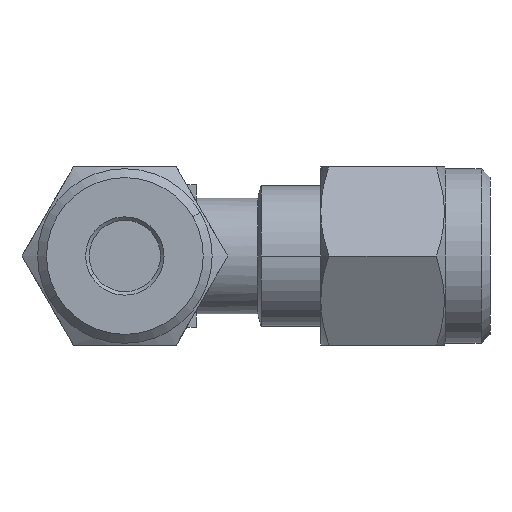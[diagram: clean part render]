
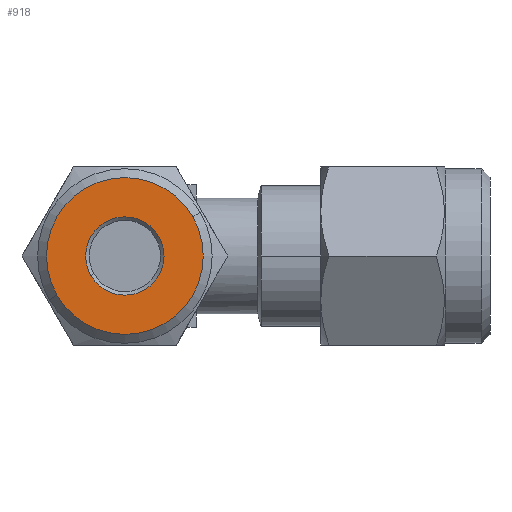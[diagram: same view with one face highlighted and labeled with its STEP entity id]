
A CAD part, left-side view. The second image highlights one B-rep face of the part: STEP entity #918.
In plain terms, the highlighted planar face has unit normal (-1, 0, 0).
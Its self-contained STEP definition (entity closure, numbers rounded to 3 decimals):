
#30 = VERTEX_POINT ( 'NONE', #3484 ) ;
#53 = VERTEX_POINT ( 'NONE', #3504 ) ;
#185 = EDGE_CURVE ( 'NONE', #53, #30, #1247, .T. ) ;
#186 = EDGE_CURVE ( 'NONE', #2914, #2913, #1248, .T. ) ;
#283 = AXIS2_PLACEMENT_3D ( 'NONE', #1540, #1541, #1542 ) ;
#284 = AXIS2_PLACEMENT_3D ( 'NONE', #1545, #1546, #1547 ) ;
#614 = EDGE_LOOP ( 'NONE', ( #850, #851 ) ) ;
#615 = EDGE_LOOP ( 'NONE', ( #848, #849 ) ) ;
#848 = ORIENTED_EDGE ( 'NONE', *, *, #185, .T. ) ;
#849 = ORIENTED_EDGE ( 'NONE', *, *, #3404, .T. ) ;
#850 = ORIENTED_EDGE ( 'NONE', *, *, #3415, .T. ) ;
#851 = ORIENTED_EDGE ( 'NONE', *, *, #186, .T. ) ;
#918 = ADVANCED_FACE ( 'NONE', ( #1732, #1734 ), #2541, .T. ) ;
#1247 = CIRCLE ( 'NONE', #283, 4.4 ) ;
#1248 = CIRCLE ( 'NONE', #284, 2.2 ) ;
#1540 = CARTESIAN_POINT ( 'NONE',  ( -20.5, 16.5, 0. ) ) ;
#1541 = DIRECTION ( 'NONE',  ( -1., 0., 0. ) ) ;
#1542 = DIRECTION ( 'NONE',  ( 0., -0.866, 0.5 ) ) ;
#1545 = CARTESIAN_POINT ( 'NONE',  ( -20.5, 16.5, 0. ) ) ;
#1546 = DIRECTION ( 'NONE',  ( 1., 0., 0. ) ) ;
#1547 = DIRECTION ( 'NONE',  ( 0., 0.866, -0.5 ) ) ;
#1732 = FACE_OUTER_BOUND ( 'NONE', #615, .T. ) ;
#1734 = FACE_BOUND ( 'NONE', #614, .T. ) ;
#1835 = CIRCLE ( 'NONE', #2435, 4.4 ) ;
#1851 = CIRCLE ( 'NONE', #2441, 2.2 ) ;
#2380 = AXIS2_PLACEMENT_3D ( 'NONE', #2539, #2537, #2543 ) ;
#2435 = AXIS2_PLACEMENT_3D ( 'NONE', #2786, #2787, #2788 ) ;
#2441 = AXIS2_PLACEMENT_3D ( 'NONE', #2815, #2816, #2817 ) ;
#2537 = DIRECTION ( 'NONE',  ( -1., 0., 0. ) ) ;
#2539 = CARTESIAN_POINT ( 'NONE',  ( -20.5, 18.95, 4.244 ) ) ;
#2541 = PLANE ( 'NONE',  #2380 ) ;
#2543 = DIRECTION ( 'NONE',  ( 0., -0.866, 0.5 ) ) ;
#2684 = CARTESIAN_POINT ( 'NONE',  ( -20.5, 14.595, 1.1 ) ) ;
#2690 = CARTESIAN_POINT ( 'NONE',  ( -20.5, 18.405, -1.1 ) ) ;
#2786 = CARTESIAN_POINT ( 'NONE',  ( -20.5, 16.5, 0. ) ) ;
#2787 = DIRECTION ( 'NONE',  ( -1., 0., 0. ) ) ;
#2788 = DIRECTION ( 'NONE',  ( 0., -0.866, 0.5 ) ) ;
#2815 = CARTESIAN_POINT ( 'NONE',  ( -20.5, 16.5, 0. ) ) ;
#2816 = DIRECTION ( 'NONE',  ( 1., 0., 0. ) ) ;
#2817 = DIRECTION ( 'NONE',  ( 0., 0.866, -0.5 ) ) ;
#2913 = VERTEX_POINT ( 'NONE', #2684 ) ;
#2914 = VERTEX_POINT ( 'NONE', #2690 ) ;
#3404 = EDGE_CURVE ( 'NONE', #30, #53, #1835, .T. ) ;
#3415 = EDGE_CURVE ( 'NONE', #2913, #2914, #1851, .T. ) ;
#3484 = CARTESIAN_POINT ( 'NONE',  ( -20.5, 12.689, 2.2 ) ) ;
#3504 = CARTESIAN_POINT ( 'NONE',  ( -20.5, 20.311, -2.2 ) ) ;
